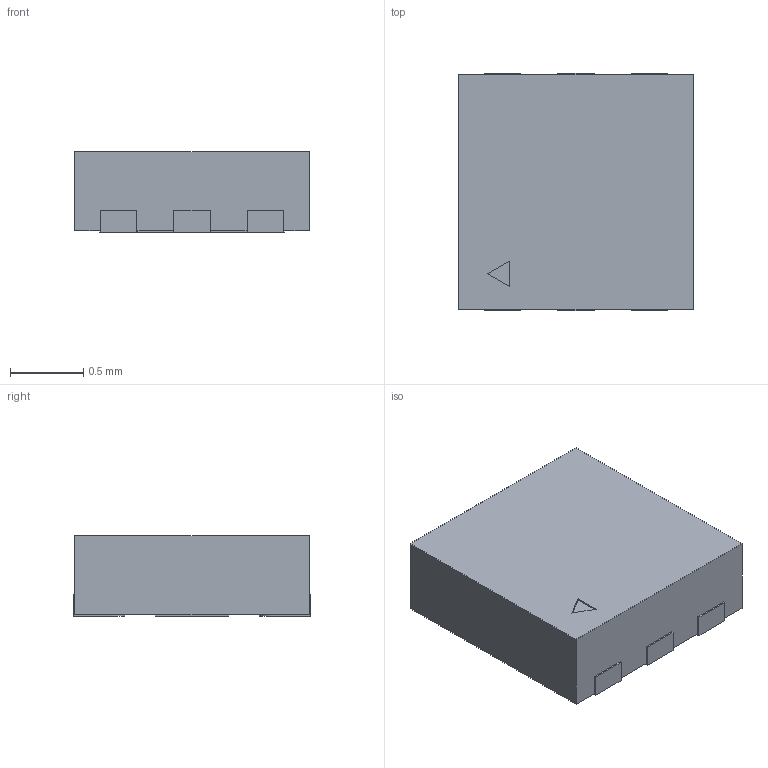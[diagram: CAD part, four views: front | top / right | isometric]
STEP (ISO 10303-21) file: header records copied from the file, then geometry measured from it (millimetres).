
FILE_DESCRIPTION (( 'STEP AP214' ), '1' );
FILE_NAME ('User Library-Thin MLF.STEP', '2017-08-07T08:13:55', ( 'Windows User' ), ( '' ), 'SwSTEP 2.0', 'SolidWorks 2017', '' );
FILE_SCHEMA (( 'AUTOMOTIVE_DESIGN' ));
Length unit declared in the file: millimetre
Products named in the file (1): User Library-Thin MLF
Bounding box: 1.6 x 1.62 x 0.55 mm (x, y, z)
Volume: 1.4 mm3; surface area: 8.7 mm2
Topology: 1 solids, 1 shells, 65 faces, 183 edges, 122 vertices
Faces by surface type: plane 52, cylinder 13
Entity records: 2832 total; most frequent: CARTESIAN_POINT 371, ORIENTED_EDGE 366, DIRECTION 341, EDGE_CURVE 183, VECTOR 157, LINE 157, VERTEX_POINT 122, AXIS2_PLACEMENT_3D 92
